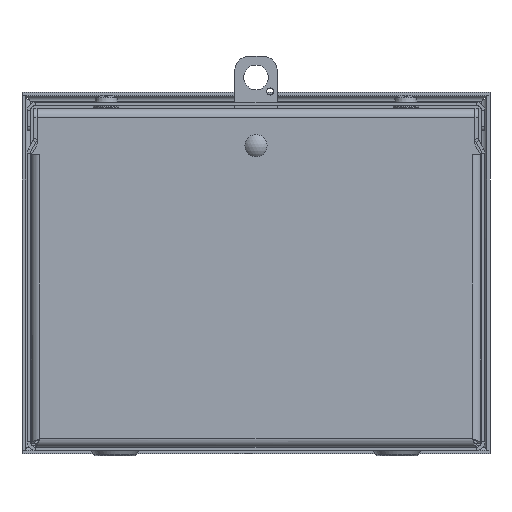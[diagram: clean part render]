
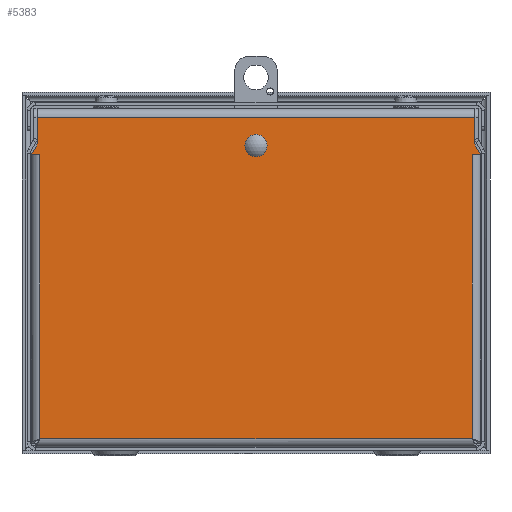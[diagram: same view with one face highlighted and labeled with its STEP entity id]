
A CAD part, front view. The second image highlights one B-rep face of the part: STEP entity #5383.
In plain terms, the highlighted face is planar.
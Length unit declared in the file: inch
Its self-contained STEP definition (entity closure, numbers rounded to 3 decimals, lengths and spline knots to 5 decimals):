
#240=FACE_BOUND('',#1020,.T.);
#374=PLANE('',#5827);
#624=FACE_OUTER_BOUND('',#1019,.T.);
#1019=EDGE_LOOP('',(#3968,#3969,#3970,#3971,#3972,#3973,#3974,#3975,#3976,
#3977,#3978,#3979,#3980,#3981));
#1020=EDGE_LOOP('',(#3982));
#1414=LINE('',#8221,#1844);
#1433=LINE('',#8265,#1863);
#1435=LINE('',#8269,#1865);
#1436=LINE('',#8271,#1866);
#1437=LINE('',#8273,#1867);
#1438=LINE('',#8275,#1868);
#1439=LINE('',#8277,#1869);
#1440=LINE('',#8279,#1870);
#1441=LINE('',#8281,#1871);
#1442=LINE('',#8283,#1872);
#1443=LINE('',#8285,#1873);
#1444=LINE('',#8287,#1874);
#1445=LINE('',#8289,#1875);
#1446=LINE('',#8290,#1876);
#1844=VECTOR('',#6713,7.75);
#1863=VECTOR('',#6752,0.47031);
#1865=VECTOR('',#6756,0.47031);
#1866=VECTOR('',#6757,0.21852);
#1867=VECTOR('',#6758,0.15283);
#1868=VECTOR('',#6759,0.0002);
#1869=VECTOR('',#6760,0.0002);
#1870=VECTOR('',#6761,5.03475);
#1871=VECTOR('',#6762,7.66325);
#1872=VECTOR('',#6763,5.03475);
#1873=VECTOR('',#6764,0.0002);
#1874=VECTOR('',#6765,0.0002);
#1875=VECTOR('',#6766,0.15283);
#1876=VECTOR('',#6767,0.21852);
#2224=CIRCLE('',#5794,0.1005);
#2486=VERTEX_POINT('',#8146);
#2510=VERTEX_POINT('',#8218);
#2511=VERTEX_POINT('',#8220);
#2526=VERTEX_POINT('',#8264);
#2527=VERTEX_POINT('',#8268);
#2528=VERTEX_POINT('',#8270);
#2529=VERTEX_POINT('',#8272);
#2530=VERTEX_POINT('',#8274);
#2531=VERTEX_POINT('',#8276);
#2532=VERTEX_POINT('',#8278);
#2533=VERTEX_POINT('',#8280);
#2534=VERTEX_POINT('',#8282);
#2535=VERTEX_POINT('',#8284);
#2536=VERTEX_POINT('',#8286);
#2537=VERTEX_POINT('',#8288);
#2992=EDGE_CURVE('',#2486,#2486,#2224,.T.);
#3027=EDGE_CURVE('',#2511,#2510,#1414,.T.);
#3049=EDGE_CURVE('',#2526,#2511,#1433,.T.);
#3051=EDGE_CURVE('',#2510,#2527,#1435,.T.);
#3052=EDGE_CURVE('',#2527,#2528,#1436,.T.);
#3053=EDGE_CURVE('',#2528,#2529,#1437,.T.);
#3054=EDGE_CURVE('',#2529,#2530,#1438,.T.);
#3055=EDGE_CURVE('',#2530,#2531,#1439,.T.);
#3056=EDGE_CURVE('',#2531,#2532,#1440,.T.);
#3057=EDGE_CURVE('',#2532,#2533,#1441,.T.);
#3058=EDGE_CURVE('',#2533,#2534,#1442,.T.);
#3059=EDGE_CURVE('',#2534,#2535,#1443,.T.);
#3060=EDGE_CURVE('',#2535,#2536,#1444,.T.);
#3061=EDGE_CURVE('',#2536,#2537,#1445,.T.);
#3062=EDGE_CURVE('',#2537,#2526,#1446,.T.);
#3968=ORIENTED_EDGE('',*,*,#3027,.T.);
#3969=ORIENTED_EDGE('',*,*,#3051,.T.);
#3970=ORIENTED_EDGE('',*,*,#3052,.T.);
#3971=ORIENTED_EDGE('',*,*,#3053,.T.);
#3972=ORIENTED_EDGE('',*,*,#3054,.T.);
#3973=ORIENTED_EDGE('',*,*,#3055,.T.);
#3974=ORIENTED_EDGE('',*,*,#3056,.T.);
#3975=ORIENTED_EDGE('',*,*,#3057,.T.);
#3976=ORIENTED_EDGE('',*,*,#3058,.T.);
#3977=ORIENTED_EDGE('',*,*,#3059,.T.);
#3978=ORIENTED_EDGE('',*,*,#3060,.T.);
#3979=ORIENTED_EDGE('',*,*,#3061,.T.);
#3980=ORIENTED_EDGE('',*,*,#3062,.T.);
#3981=ORIENTED_EDGE('',*,*,#3049,.T.);
#3982=ORIENTED_EDGE('',*,*,#2992,.T.);
#5383=ADVANCED_FACE('',(#624,#240),#374,.F.);
#5794=AXIS2_PLACEMENT_3D('',#8147,#6641,#6642);
#5827=AXIS2_PLACEMENT_3D('',#8267,#6754,#6755);
#6641=DIRECTION('center_axis',(0.,0.,1.));
#6642=DIRECTION('ref_axis',(1.,0.,0.));
#6713=DIRECTION('',(-1.,0.,0.));
#6752=DIRECTION('',(0.,-1.,0.));
#6754=DIRECTION('center_axis',(0.,0.,1.));
#6755=DIRECTION('ref_axis',(1.,0.,0.));
#6756=DIRECTION('',(0.,1.,0.));
#6757=DIRECTION('',(-0.5,0.866,0.));
#6758=DIRECTION('',(1.,0.,0.));
#6759=DIRECTION('',(0.,1.,0.));
#6760=DIRECTION('',(-1.,0.,0.));
#6761=DIRECTION('',(0.,1.,0.));
#6762=DIRECTION('',(1.,0.,0.));
#6763=DIRECTION('',(0.,-1.,0.));
#6764=DIRECTION('',(-1.,0.,0.));
#6765=DIRECTION('',(0.,-1.,0.));
#6766=DIRECTION('',(1.,0.,0.));
#6767=DIRECTION('',(-0.5,-0.866,0.));
#8146=CARTESIAN_POINT('',(-0.1005,-2.34725,0.));
#8147=CARTESIAN_POINT('Origin',(0.,-2.34725,0.));
#8218=CARTESIAN_POINT('',(-3.875,-2.84725,0.));
#8220=CARTESIAN_POINT('',(3.875,-2.84725,0.));
#8221=CARTESIAN_POINT('',(1.9375,-2.84725,0.));
#8264=CARTESIAN_POINT('',(3.875,-2.37694,0.));
#8265=CARTESIAN_POINT('',(3.875,-1.18847,0.));
#8267=CARTESIAN_POINT('Origin',(0.,0.,
0.));
#8268=CARTESIAN_POINT('',(-3.875,-2.37694,0.));
#8269=CARTESIAN_POINT('',(-3.875,-1.5,0.));
#8270=CARTESIAN_POINT('',(-3.98426,-2.1877,0.));
#8271=CARTESIAN_POINT('',(-3.90525,-2.32455,0.));
#8272=CARTESIAN_POINT('',(-3.83143,-2.1877,0.));
#8273=CARTESIAN_POINT('',(-1.99213,-2.1877,0.));
#8274=CARTESIAN_POINT('',(-3.83143,-2.1875,0.));
#8275=CARTESIAN_POINT('',(-3.83143,-1.09385,0.));
#8276=CARTESIAN_POINT('',(-3.83163,-2.1875,0.));
#8277=CARTESIAN_POINT('',(-1.91571,-2.1875,0.));
#8278=CARTESIAN_POINT('',(-3.83163,2.84725,0.));
#8279=CARTESIAN_POINT('',(-3.83163,-1.09375,0.));
#8280=CARTESIAN_POINT('',(3.83163,2.84725,0.));
#8281=CARTESIAN_POINT('',(-1.91581,2.84725,0.));
#8282=CARTESIAN_POINT('',(3.83163,-2.1875,0.));
#8283=CARTESIAN_POINT('',(3.83163,1.42363,0.));
#8284=CARTESIAN_POINT('',(3.83143,-2.1875,0.));
#8285=CARTESIAN_POINT('',(1.99219,-2.1875,0.));
#8286=CARTESIAN_POINT('',(3.83143,-2.1877,0.));
#8287=CARTESIAN_POINT('',(3.83143,-1.09375,0.));
#8288=CARTESIAN_POINT('',(3.98426,-2.1877,0.));
#8289=CARTESIAN_POINT('',(1.91571,-2.1877,0.));
#8290=CARTESIAN_POINT('',(3.95994,-2.22983,0.));
